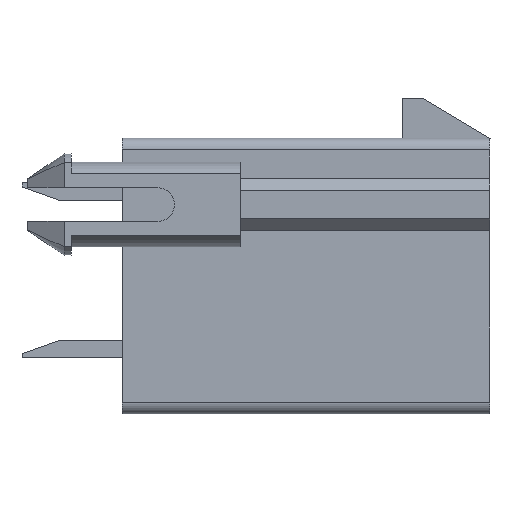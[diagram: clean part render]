
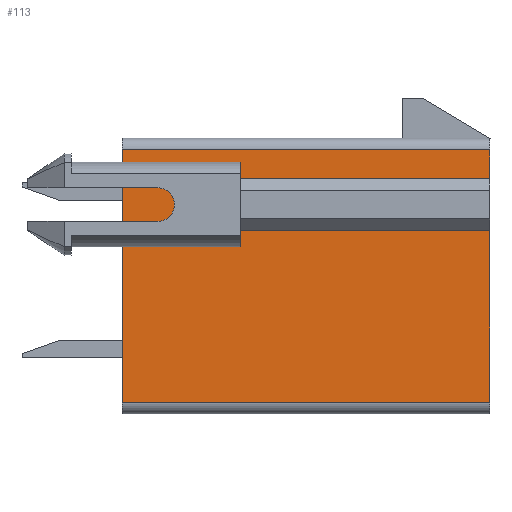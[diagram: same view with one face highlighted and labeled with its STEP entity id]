
A CAD part, left-side view. The second image highlights one B-rep face of the part: STEP entity #113.
In plain terms, the highlighted planar face has unit normal (-1, 0, 0).
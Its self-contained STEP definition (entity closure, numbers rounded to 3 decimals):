
#113=ADVANCED_FACE('',(#293),#205,.T.);
#205=PLANE('',#1965);
#293=FACE_OUTER_BOUND('',#392,.T.);
#392=EDGE_LOOP('',(#684,#685,#686,#687,#688,#689,#690,#691,#692,#693,#694,
#695));
#684=ORIENTED_EDGE('',*,*,#1347,.T.);
#685=ORIENTED_EDGE('',*,*,#1348,.T.);
#686=ORIENTED_EDGE('',*,*,#1349,.F.);
#687=ORIENTED_EDGE('',*,*,#1350,.F.);
#688=ORIENTED_EDGE('',*,*,#1351,.T.);
#689=ORIENTED_EDGE('',*,*,#1352,.F.);
#690=ORIENTED_EDGE('',*,*,#1353,.T.);
#691=ORIENTED_EDGE('',*,*,#1354,.T.);
#692=ORIENTED_EDGE('',*,*,#1355,.T.);
#693=ORIENTED_EDGE('',*,*,#1356,.T.);
#694=ORIENTED_EDGE('',*,*,#1357,.F.);
#695=ORIENTED_EDGE('',*,*,#1358,.F.);
#1144=VERTEX_POINT('',#2884);
#1145=VERTEX_POINT('',#2885);
#1146=VERTEX_POINT('',#2887);
#1147=VERTEX_POINT('',#2889);
#1148=VERTEX_POINT('',#2891);
#1149=VERTEX_POINT('',#2893);
#1150=VERTEX_POINT('',#2895);
#1151=VERTEX_POINT('',#2897);
#1152=VERTEX_POINT('',#2899);
#1153=VERTEX_POINT('',#2901);
#1154=VERTEX_POINT('',#2903);
#1155=VERTEX_POINT('',#2905);
#1347=EDGE_CURVE('',#1144,#1145,#1575,.T.);
#1348=EDGE_CURVE('',#1145,#1146,#1576,.T.);
#1349=EDGE_CURVE('',#1147,#1146,#1577,.T.);
#1350=EDGE_CURVE('',#1148,#1147,#1578,.T.);
#1351=EDGE_CURVE('',#1148,#1149,#1579,.T.);
#1352=EDGE_CURVE('',#1150,#1149,#1580,.T.);
#1353=EDGE_CURVE('',#1150,#1151,#1581,.T.);
#1354=EDGE_CURVE('',#1151,#1152,#1582,.T.);
#1355=EDGE_CURVE('',#1152,#1153,#1583,.T.);
#1356=EDGE_CURVE('',#1153,#1154,#1584,.T.);
#1357=EDGE_CURVE('',#1155,#1154,#1585,.T.);
#1358=EDGE_CURVE('',#1144,#1155,#1586,.T.);
#1575=LINE('',#2883,#1782);
#1576=LINE('',#2886,#1783);
#1577=LINE('',#2888,#1784);
#1578=LINE('',#2890,#1785);
#1579=LINE('',#2892,#1786);
#1580=LINE('',#2894,#1787);
#1581=LINE('',#2896,#1788);
#1582=LINE('',#2898,#1789);
#1583=LINE('',#2900,#1790);
#1584=LINE('',#2902,#1791);
#1585=LINE('',#2904,#1792);
#1586=LINE('',#2906,#1793);
#1782=VECTOR('',#2260,1.);
#1783=VECTOR('',#2261,1.);
#1784=VECTOR('',#2262,1.);
#1785=VECTOR('',#2263,1.);
#1786=VECTOR('',#2264,1.);
#1787=VECTOR('',#2265,1.);
#1788=VECTOR('',#2266,1.);
#1789=VECTOR('',#2267,1.);
#1790=VECTOR('',#2268,1.);
#1791=VECTOR('',#2269,1.);
#1792=VECTOR('',#2270,1.);
#1793=VECTOR('',#2271,1.);
#1965=AXIS2_PLACEMENT_3D('',#2907,#2272,#2273);
#2260=DIRECTION('',(0.,0.,-1.));
#2261=DIRECTION('',(0.,-1.,0.));
#2262=DIRECTION('',(0.,0.,-1.));
#2263=DIRECTION('',(0.,-1.,0.));
#2264=DIRECTION('',(0.,0.,-1.));
#2265=DIRECTION('',(0.,-1.,0.));
#2266=DIRECTION('',(0.,0.,1.));
#2267=DIRECTION('',(0.,-1.,0.));
#2268=DIRECTION('',(0.,0.,-1.));
#2269=DIRECTION('',(0.,-1.,0.));
#2270=DIRECTION('',(0.,0.,-1.));
#2271=DIRECTION('',(0.,-1.,0.));
#2272=DIRECTION('',(-1.,0.,0.));
#2273=DIRECTION('',(0.,0.,1.));
#2883=CARTESIAN_POINT('',(-2.7,12.8,9.2));
#2884=CARTESIAN_POINT('',(-2.7,12.8,9.2));
#2885=CARTESIAN_POINT('',(-2.7,12.8,0.4));
#2886=CARTESIAN_POINT('',(-2.7,12.8,0.4));
#2887=CARTESIAN_POINT('',(-2.7,0.,0.4));
#2888=CARTESIAN_POINT('',(-2.7,0.,9.2));
#2889=CARTESIAN_POINT('',(-2.7,0.,6.39));
#2890=CARTESIAN_POINT('',(-2.7,8.69,6.39));
#2891=CARTESIAN_POINT('',(-2.7,8.69,6.39));
#2892=CARTESIAN_POINT('',(-2.7,8.69,8.353));
#2893=CARTESIAN_POINT('',(-2.7,8.69,6.227));
#2894=CARTESIAN_POINT('',(-2.7,14.58,6.227));
#2895=CARTESIAN_POINT('',(-2.7,10.99,6.227));
#2896=CARTESIAN_POINT('',(-2.7,10.99,5.54));
#2897=CARTESIAN_POINT('',(-2.7,10.99,8.353));
#2898=CARTESIAN_POINT('',(-2.7,14.58,8.353));
#2899=CARTESIAN_POINT('',(-2.7,8.69,8.353));
#2900=CARTESIAN_POINT('',(-2.7,8.69,8.353));
#2901=CARTESIAN_POINT('',(-2.7,8.69,8.19));
#2902=CARTESIAN_POINT('',(-2.7,8.69,8.19));
#2903=CARTESIAN_POINT('',(-2.7,0.,8.19));
#2904=CARTESIAN_POINT('',(-2.7,0.,9.2));
#2905=CARTESIAN_POINT('',(-2.7,0.,9.2));
#2906=CARTESIAN_POINT('',(-2.7,12.8,9.2));
#2907=CARTESIAN_POINT('',(-2.7,12.8,9.2));
